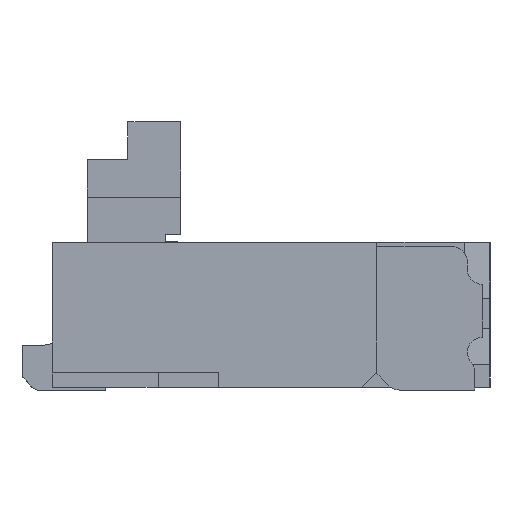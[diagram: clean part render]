
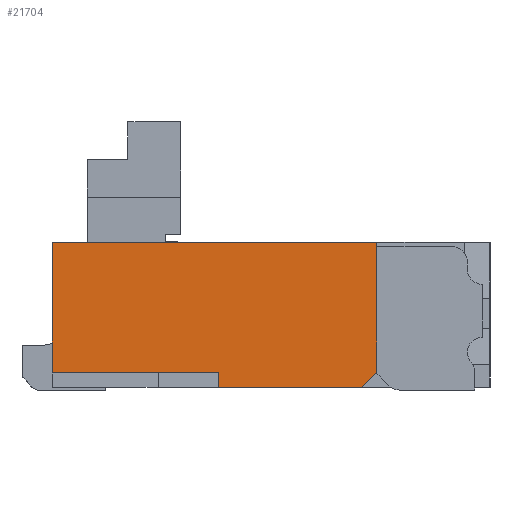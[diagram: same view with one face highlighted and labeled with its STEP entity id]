
A CAD part, left-side view. The second image highlights one B-rep face of the part: STEP entity #21704.
In plain terms, the highlighted planar face has unit normal (-1, 0, 0).
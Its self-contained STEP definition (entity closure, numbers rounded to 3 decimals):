
#2506=ORIENTED_EDGE('',*,*,#8377,.T.);
#2507=ORIENTED_EDGE('',*,*,#8367,.T.);
#2508=ORIENTED_EDGE('',*,*,#7678,.F.);
#2509=ORIENTED_EDGE('',*,*,#8472,.T.);
#2510=ORIENTED_EDGE('',*,*,#8337,.F.);
#2511=ORIENTED_EDGE('',*,*,#8344,.T.);
#2512=ORIENTED_EDGE('',*,*,#8287,.T.);
#7678=EDGE_CURVE('',#10873,#10874,#13095,.T.);
#8287=EDGE_CURVE('',#11266,#11265,#13703,.T.);
#8337=EDGE_CURVE('',#11299,#11300,#13752,.T.);
#8344=EDGE_CURVE('',#11299,#11266,#13759,.T.);
#8367=EDGE_CURVE('',#11317,#10874,#13782,.T.);
#8377=EDGE_CURVE('',#11265,#11317,#13792,.T.);
#8472=EDGE_CURVE('',#10873,#11300,#13886,.T.);
#10873=VERTEX_POINT('',#30778);
#10874=VERTEX_POINT('',#30780);
#11265=VERTEX_POINT('',#31932);
#11266=VERTEX_POINT('',#31934);
#11299=VERTEX_POINT('',#32028);
#11300=VERTEX_POINT('',#32030);
#11317=VERTEX_POINT('',#32089);
#13095=LINE('',#30779,#16000);
#13703=LINE('',#31933,#16608);
#13752=LINE('',#32029,#16657);
#13759=LINE('',#32041,#16664);
#13782=LINE('',#32088,#16687);
#13792=LINE('',#32106,#16697);
#13886=LINE('',#32297,#16791);
#16000=VECTOR('',#24614,1000.);
#16608=VECTOR('',#25530,1000.);
#16657=VECTOR('',#25605,1000.);
#16664=VECTOR('',#25620,1000.);
#16687=VECTOR('',#25659,1000.);
#16697=VECTOR('',#25673,1000.);
#16791=VECTOR('',#25843,1000.);
#18645=EDGE_LOOP('',(#2506,#2507,#2508,#2509,#2510,#2511,#2512));
#19736=FACE_BOUND('',#18645,.T.);
#20826=PLANE('',#22814);
#21704=ADVANCED_FACE('',(#19736),#20826,.F.);
#22814=AXIS2_PLACEMENT_3D('',#32296,#25841,#25842);
#24614=DIRECTION('',(0.,-1.,0.));
#25530=DIRECTION('',(0.,-1.,0.));
#25605=DIRECTION('',(0.,1.,0.));
#25620=DIRECTION('',(0.,0.,-1.));
#25659=DIRECTION('',(0.,0.,1.));
#25673=DIRECTION('',(0.,-0.707,0.707));
#25841=DIRECTION('',(1.,0.,0.));
#25842=DIRECTION('',(0.,0.,-1.));
#25843=DIRECTION('',(0.,0.,-1.));
#30778=CARTESIAN_POINT('',(-5.25,1.45,0.48));
#30779=CARTESIAN_POINT('',(-5.25,1.45,0.48));
#30780=CARTESIAN_POINT('',(-5.25,-0.7,0.48));
#31932=CARTESIAN_POINT('',(-5.25,-0.6,-0.48));
#31933=CARTESIAN_POINT('',(-5.25,1.45,-0.48));
#31934=CARTESIAN_POINT('',(-5.25,0.35,-0.48));
#32028=CARTESIAN_POINT('',(-5.25,0.35,-0.38));
#32029=CARTESIAN_POINT('',(-5.25,0.35,-0.38));
#32030=CARTESIAN_POINT('',(-5.25,1.45,-0.38));
#32041=CARTESIAN_POINT('',(-5.25,0.35,-0.38));
#32088=CARTESIAN_POINT('',(-5.25,-0.7,-0.48));
#32089=CARTESIAN_POINT('',(-5.25,-0.7,-0.38));
#32106=CARTESIAN_POINT('',(-5.25,-0.6,-0.48));
#32296=CARTESIAN_POINT('',(-5.25,1.45,0.48));
#32297=CARTESIAN_POINT('',(-5.25,1.45,0.48));
